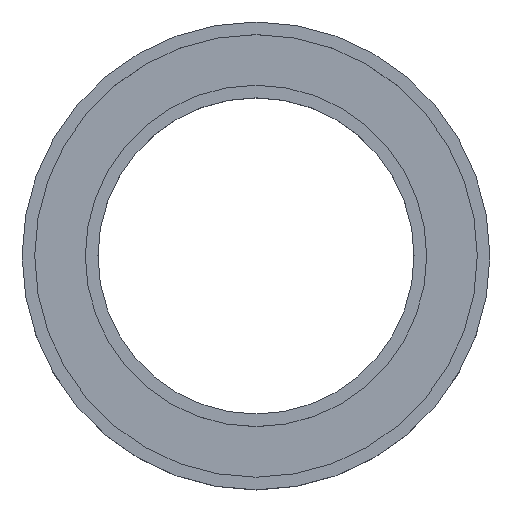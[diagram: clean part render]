
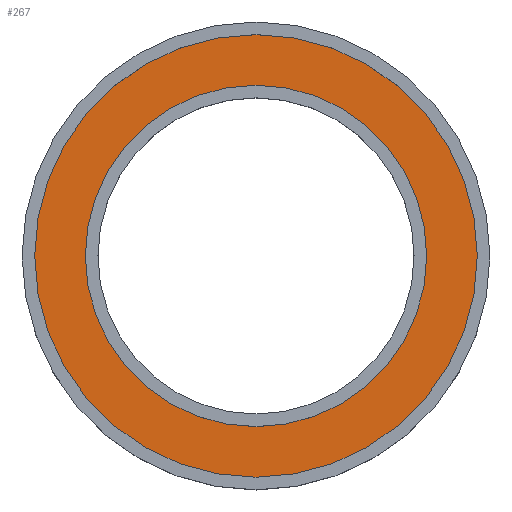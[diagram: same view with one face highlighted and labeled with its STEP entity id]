
A CAD part, top view. The second image highlights one B-rep face of the part: STEP entity #267.
In plain terms, the highlighted planar face has unit normal (0, 0, 1).
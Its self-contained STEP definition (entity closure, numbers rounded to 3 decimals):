
#27=FACE_BOUND('',#86,.T.);
#37=PLANE('',#323);
#57=FACE_OUTER_BOUND('',#85,.T.);
#85=EDGE_LOOP('',(#235));
#86=EDGE_LOOP('',(#236));
#126=CIRCLE('',#319,13.5);
#127=CIRCLE('',#321,17.5);
#146=VERTEX_POINT('',#477);
#147=VERTEX_POINT('',#481);
#175=EDGE_CURVE('',#146,#146,#126,.T.);
#176=EDGE_CURVE('',#147,#147,#127,.T.);
#235=ORIENTED_EDGE('',*,*,#176,.T.);
#236=ORIENTED_EDGE('',*,*,#175,.T.);
#267=ADVANCED_FACE('',(#57,#27),#37,.T.);
#319=AXIS2_PLACEMENT_3D('',#479,#404,#405);
#321=AXIS2_PLACEMENT_3D('',#482,#408,#409);
#323=AXIS2_PLACEMENT_3D('',#486,#413,#414);
#404=DIRECTION('center_axis',(0.,0.,-1.));
#405=DIRECTION('ref_axis',(-1.,0.,0.));
#408=DIRECTION('center_axis',(0.,0.,1.));
#409=DIRECTION('ref_axis',(-1.,0.,0.));
#413=DIRECTION('center_axis',(0.,0.,1.));
#414=DIRECTION('ref_axis',(-1.,0.,0.));
#477=CARTESIAN_POINT('',(13.5,0.,-39.99));
#479=CARTESIAN_POINT('Origin',(0.,0.,-39.99));
#481=CARTESIAN_POINT('',(17.5,0.,-39.99));
#482=CARTESIAN_POINT('Origin',(0.,0.,-39.99));
#486=CARTESIAN_POINT('Origin',(0.,0.,-39.99));
